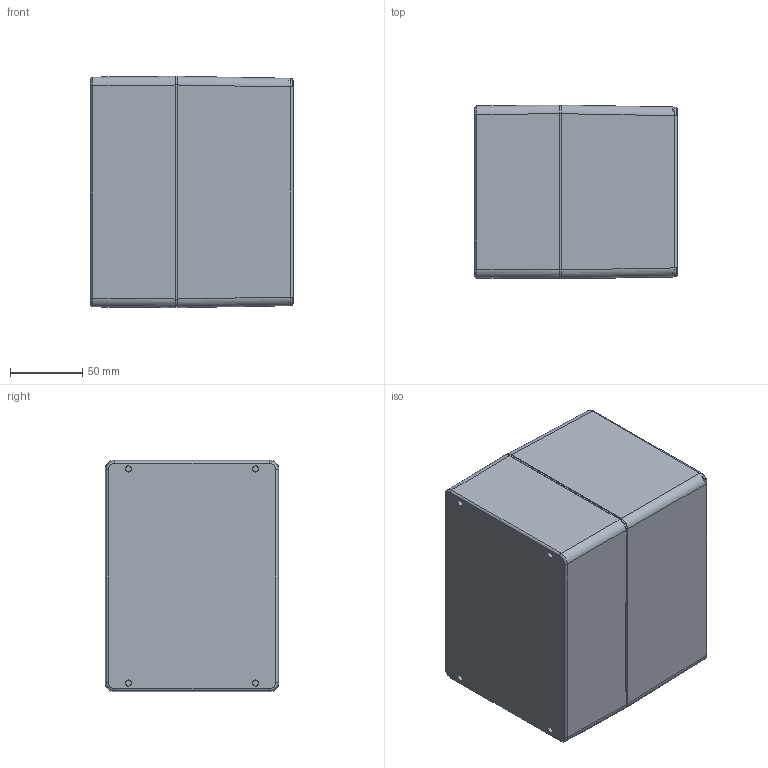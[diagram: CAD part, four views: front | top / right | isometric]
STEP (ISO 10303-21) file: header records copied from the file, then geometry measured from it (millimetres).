
FILE_DESCRIPTION(/* description */ ('ABS-Gehäuse'),/* implementation_level */ '2;1');
FILE_NAME(/* name */ '01161214010-RST.stp',/* time_stamp */ '2021-09-02T13:17:00+02:00',/* author */ ('sl'),/* organization */ (''),/* preprocessor_version */ 'ST-DEVELOPER v16.5',/* originating_system */ 'Autodesk Inventor 2017',/* authorisation */ '');
FILE_SCHEMA (('AUTOMOTIVE_DESIGN { 1 0 10303 214 3 1 1 }'));
Length unit declared in the file: millimetre
Products named in the file (4): 01_161214_010; Schraube-M4x90x22; Deckel-ABS-Gehäuse-19-BT-0002-01_161214_010; UT-ABS-Gehäuse-19-BT-0001-01_161214_010
Assembly tree (6 placements, depth 2):
  01_161214_010
    Schraube-M4x90x22  x4
    Deckel-ABS-Gehäuse-19-BT-0002-01_161214_010
    UT-ABS-Gehäuse-19-BT-0001-01_161214_010
Bounding box: 140 x 120 x 160 mm (x, y, z)
Volume: 439708.5 mm3; surface area: 242791.7 mm2
Topology: 6 solids, 6 shells, 406 faces, 963 edges, 605 vertices
Faces by surface type: plane 152, cylinder 148, torus 60, cone 34, bspline 12
Full cylindrical faces by diameter (mm): 2 x2, 2.87 x4, 4 x10, 4.2 x8, 5 x4, 7 x4, 7.2 x4, 9 x4
Entity records: 9612 total; most frequent: CARTESIAN_POINT 2113, DIRECTION 1694, ORIENTED_EDGE 1368, AXIS2_PLACEMENT_3D 703, EDGE_CURVE 684, VERTEX_POINT 463, EDGE_LOOP 433, CIRCLE 344
